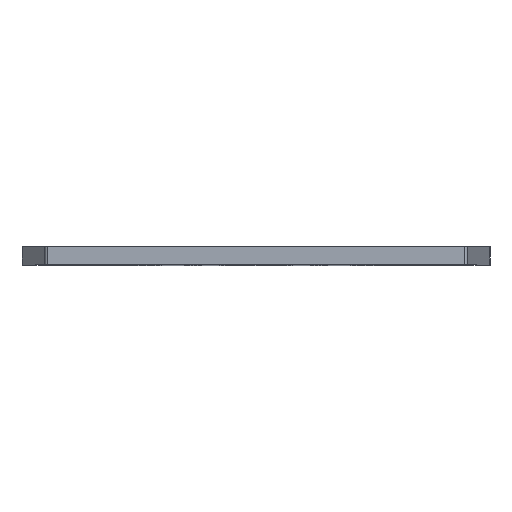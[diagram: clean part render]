
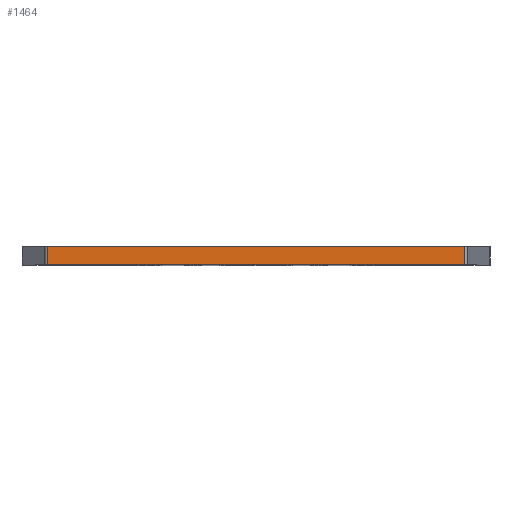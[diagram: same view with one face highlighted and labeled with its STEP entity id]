
A CAD part, top view. The second image highlights one B-rep face of the part: STEP entity #1464.
In plain terms, the highlighted planar face has unit normal (0, 0, 1).
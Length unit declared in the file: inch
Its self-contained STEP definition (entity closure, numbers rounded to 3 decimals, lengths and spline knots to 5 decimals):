
#21 = EDGE_CURVE ( 'NONE', #1239, #1169, #360, .T. ) ;
#111 = LINE ( 'NONE', #1491, #1167 ) ;
#162 = VECTOR ( 'NONE', #1611, 39.37008 ) ;
#184 = CARTESIAN_POINT ( 'NONE',  ( 13.52742, 0.125, 0.8195 ) ) ;
#278 = DIRECTION ( 'NONE',  ( 0., 0., -1. ) ) ;
#338 = CARTESIAN_POINT ( 'NONE',  ( 13.52742, 0.345, 0.8195 ) ) ;
#360 = LINE ( 'NONE', #1084, #1473 ) ;
#380 = CARTESIAN_POINT ( 'NONE',  ( 18.4995, 0.345, 0.8195 ) ) ;
#410 = FACE_OUTER_BOUND ( 'NONE', #1087, .T. ) ;
#446 = EDGE_CURVE ( 'NONE', #1239, #777, #1302, .T. ) ;
#473 = VERTEX_POINT ( 'NONE', #1230 ) ;
#565 = LINE ( 'NONE', #1102, #162 ) ;
#616 = EDGE_CURVE ( 'NONE', #473, #777, #111, .T. ) ;
#651 = DIRECTION ( 'NONE',  ( 0., 1., 0. ) ) ;
#685 = ORIENTED_EDGE ( 'NONE', *, *, #446, .F. ) ;
#777 = VERTEX_POINT ( 'NONE', #1606 ) ;
#808 = DIRECTION ( 'NONE',  ( -1., 0., 0. ) ) ;
#832 = VECTOR ( 'NONE', #1197, 39.37008 ) ;
#908 = DIRECTION ( 'NONE',  ( 0., -1., 0. ) ) ;
#919 = ORIENTED_EDGE ( 'NONE', *, *, #21, .T. ) ;
#951 = PLANE ( 'NONE',  #1150 ) ;
#988 = ORIENTED_EDGE ( 'NONE', *, *, #1129, .T. ) ;
#1084 = CARTESIAN_POINT ( 'NONE',  ( 13.52742, 0.345, 0.8195 ) ) ;
#1087 = EDGE_LOOP ( 'NONE', ( #685, #919, #988, #1148 ) ) ;
#1102 = CARTESIAN_POINT ( 'NONE',  ( 18.4995, 0.125, 0.8195 ) ) ;
#1129 = EDGE_CURVE ( 'NONE', #1169, #473, #565, .T. ) ;
#1148 = ORIENTED_EDGE ( 'NONE', *, *, #616, .T. ) ;
#1150 = AXIS2_PLACEMENT_3D ( 'NONE', #1455, #278, #808 ) ;
#1167 = VECTOR ( 'NONE', #651, 39.37008 ) ;
#1169 = VERTEX_POINT ( 'NONE', #184 ) ;
#1197 = DIRECTION ( 'NONE',  ( 1., 0., 0. ) ) ;
#1230 = CARTESIAN_POINT ( 'NONE',  ( 18.47258, 0.125, 0.8195 ) ) ;
#1239 = VERTEX_POINT ( 'NONE', #338 ) ;
#1302 = LINE ( 'NONE', #380, #832 ) ;
#1455 = CARTESIAN_POINT ( 'NONE',  ( 18.4995, 0.345, 0.8195 ) ) ;
#1464 = ADVANCED_FACE ( 'NONE', ( #410 ), #951, .F. ) ;
#1473 = VECTOR ( 'NONE', #908, 39.37008 ) ;
#1491 = CARTESIAN_POINT ( 'NONE',  ( 18.47258, 0.345, 0.8195 ) ) ;
#1606 = CARTESIAN_POINT ( 'NONE',  ( 18.47258, 0.345, 0.8195 ) ) ;
#1611 = DIRECTION ( 'NONE',  ( 1., 0., 0. ) ) ;
